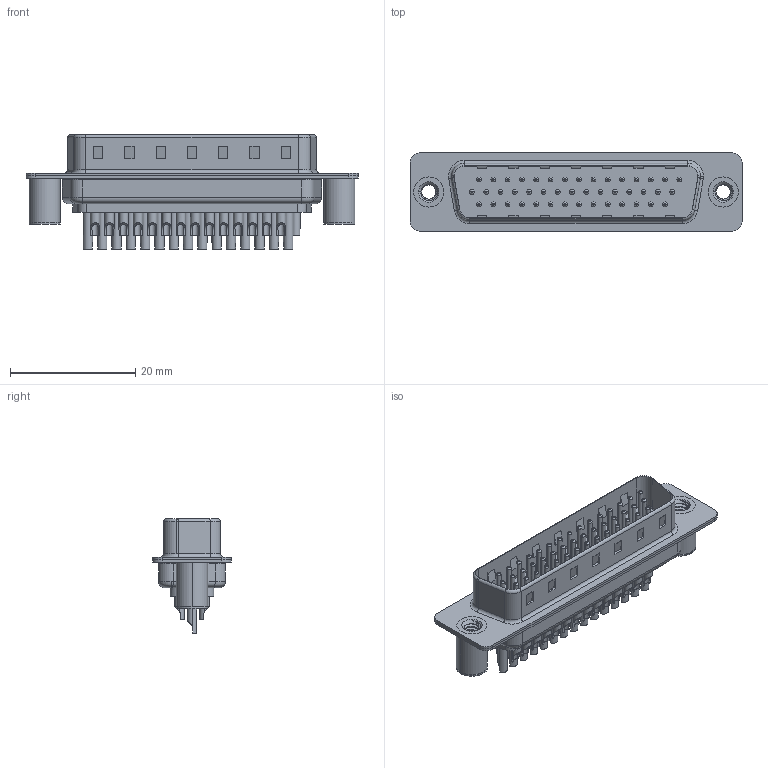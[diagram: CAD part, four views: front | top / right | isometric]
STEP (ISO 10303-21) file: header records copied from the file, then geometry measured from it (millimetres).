
FILE_DESCRIPTION (( 'STEP AP203' ), '1' );
FILE_NAME ('637-M44-232-BT3.STEP', '2018-11-20T00:52:37', ( '' ), ( '' ), 'SwSTEP 2.0', 'SolidWorks 2016', '' );
FILE_SCHEMA (( 'CONFIG_CONTROL_DESIGN' ));
Length unit declared in the file: millimetre
Products named in the file (8): 637M Contact Row 3_32; 637M 4-40 Threaded Board Spacer; 637-M44-232-BT3; 637M Housing_44 Contacts; 637M Shell Front_44 Contacts; 637M Shell Rear_44 Contacts; 637M Contact Row 1_32; 637M Contact Row 2_32
Assembly tree (49 placements, depth 2):
  637-M44-232-BT3
    637M Housing_44 Contacts
    637M Shell Front_44 Contacts
    637M Shell Rear_44 Contacts
    637M Contact Row 1_32  x15
    637M Contact Row 2_32  x15
    637M Contact Row 3_32  x14
    637M 4-40 Threaded Board Spacer  x2
Bounding box: 53.05 x 12.5 x 18.25 mm (x, y, z)
Volume: 3096.6 mm3; surface area: 9268.1 mm2
Topology: 49 solids, 49 shells, 2038 faces, 4737 edges, 2896 vertices
Faces by surface type: cylinder 865, plane 567, torus 494, cone 106, bspline 6
Entity records: 27367 total; most frequent: CARTESIAN_POINT 5813, DIRECTION 4435, ORIENTED_EDGE 3804, EDGE_CURVE 1902, AXIS2_PLACEMENT_3D 1778, VERTEX_POINT 1220, EDGE_LOOP 1032, CIRCLE 930
